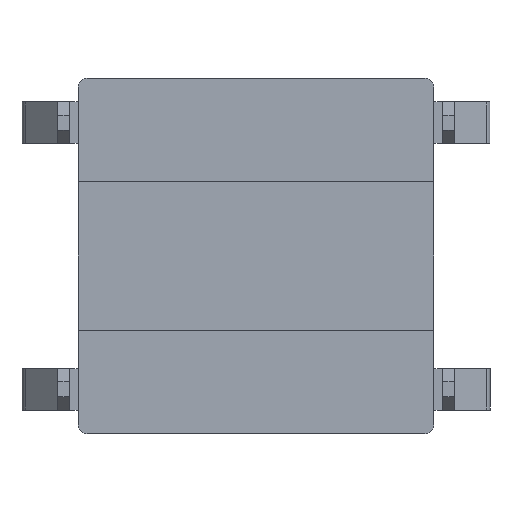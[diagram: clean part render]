
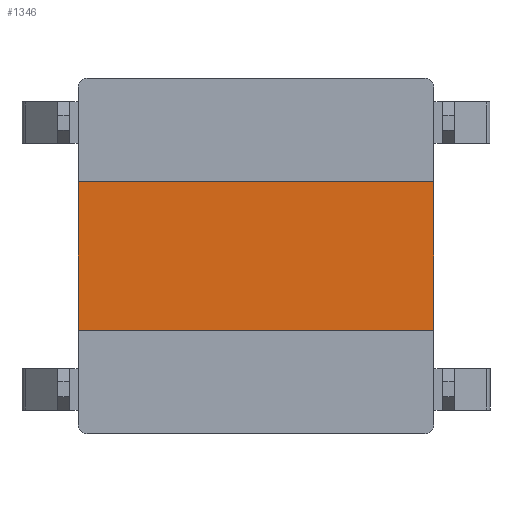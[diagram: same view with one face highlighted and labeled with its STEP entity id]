
A CAD part, front view. The second image highlights one B-rep face of the part: STEP entity #1346.
In plain terms, the highlighted planar face has unit normal (0, -1, 0).
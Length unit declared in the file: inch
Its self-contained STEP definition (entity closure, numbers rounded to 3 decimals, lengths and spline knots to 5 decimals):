
#36 = DIRECTION ( 'NONE',  ( -1., 0., 0. ) ) ;
#65 = EDGE_CURVE ( 'NONE', #1709, #2459, #4164, .T. ) ;
#436 = LINE ( 'NONE', #2019, #1560 ) ;
#506 = EDGE_CURVE ( 'NONE', #1709, #1841, #436, .T. ) ;
#659 = CARTESIAN_POINT ( 'NONE',  ( -0.11811, 0.00394, -0.04921 ) ) ;
#753 = VERTEX_POINT ( 'NONE', #1574 ) ;
#772 = FACE_OUTER_BOUND ( 'NONE', #2260, .T. ) ;
#878 = VECTOR ( 'NONE', #36, 39.37008 ) ;
#919 = CARTESIAN_POINT ( 'NONE',  ( 0.11811, 0.00394, 0.04921 ) ) ;
#1158 = VECTOR ( 'NONE', #3293, 39.37008 ) ;
#1170 = PLANE ( 'NONE',  #1889 ) ;
#1234 = CARTESIAN_POINT ( 'NONE',  ( -0.11811, 0.00394, -0.11811 ) ) ;
#1346 = ADVANCED_FACE ( 'NONE', ( #772 ), #1170, .F. ) ;
#1560 = VECTOR ( 'NONE', #3380, 39.37008 ) ;
#1574 = CARTESIAN_POINT ( 'NONE',  ( 0.11811, 0.00394, -0.04921 ) ) ;
#1644 = CARTESIAN_POINT ( 'NONE',  ( -0.11811, 0.00394, 0.04921 ) ) ;
#1662 = LINE ( 'NONE', #4200, #1158 ) ;
#1690 = LINE ( 'NONE', #2983, #878 ) ;
#1709 = VERTEX_POINT ( 'NONE', #1644 ) ;
#1841 = VERTEX_POINT ( 'NONE', #919 ) ;
#1889 = AXIS2_PLACEMENT_3D ( 'NONE', #4072, #3452, #3794 ) ;
#2019 = CARTESIAN_POINT ( 'NONE',  ( -0.15551, 0.00394, 0.04921 ) ) ;
#2260 = EDGE_LOOP ( 'NONE', ( #4194, #2932, #2495, #3434 ) ) ;
#2459 = VERTEX_POINT ( 'NONE', #659 ) ;
#2495 = ORIENTED_EDGE ( 'NONE', *, *, #65, .T. ) ;
#2932 = ORIENTED_EDGE ( 'NONE', *, *, #506, .F. ) ;
#2983 = CARTESIAN_POINT ( 'NONE',  ( -0.15551, 0.00394, -0.04921 ) ) ;
#3293 = DIRECTION ( 'NONE',  ( 0., 0., 1. ) ) ;
#3380 = DIRECTION ( 'NONE',  ( 1., 0., 0. ) ) ;
#3434 = ORIENTED_EDGE ( 'NONE', *, *, #4034, .F. ) ;
#3452 = DIRECTION ( 'NONE',  ( 0., 1., 0. ) ) ;
#3794 = DIRECTION ( 'NONE',  ( 0., 0., 1. ) ) ;
#3863 = VECTOR ( 'NONE', #3981, 39.37008 ) ;
#3981 = DIRECTION ( 'NONE',  ( 0., 0., -1. ) ) ;
#4034 = EDGE_CURVE ( 'NONE', #753, #2459, #1690, .T. ) ;
#4070 = EDGE_CURVE ( 'NONE', #753, #1841, #1662, .T. ) ;
#4072 = CARTESIAN_POINT ( 'NONE',  ( -0.15551, 0.00394, 0.04921 ) ) ;
#4164 = LINE ( 'NONE', #1234, #3863 ) ;
#4194 = ORIENTED_EDGE ( 'NONE', *, *, #4070, .T. ) ;
#4200 = CARTESIAN_POINT ( 'NONE',  ( 0.11811, 0.00394, -0.11811 ) ) ;
